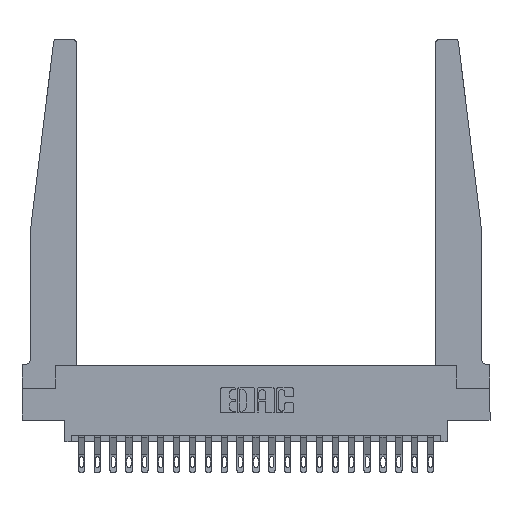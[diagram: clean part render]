
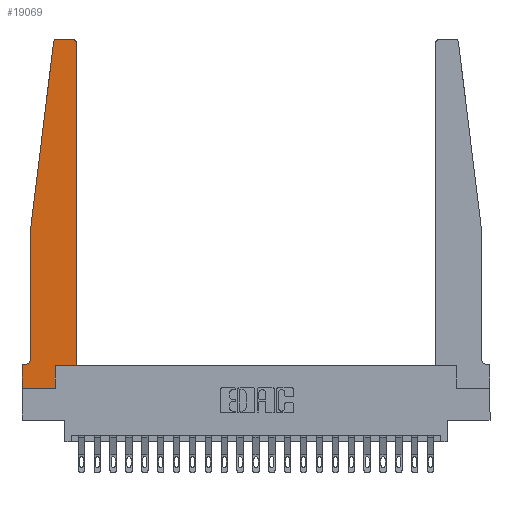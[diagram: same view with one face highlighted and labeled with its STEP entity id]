
A CAD part, top view. The second image highlights one B-rep face of the part: STEP entity #19069.
In plain terms, the highlighted planar face has unit normal (0, 0, 1).
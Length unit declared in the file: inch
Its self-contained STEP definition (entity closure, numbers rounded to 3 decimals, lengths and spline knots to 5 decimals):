
#613 = ORIENTED_EDGE ( 'NONE', *, *, #13704, .T. ) ;
#695 = CARTESIAN_POINT ( 'NONE',  ( 0.2605, 0.18, 0.37 ) ) ;
#982 = VERTEX_POINT ( 'NONE', #10644 ) ;
#1488 = DIRECTION ( 'NONE',  ( 0., -1., 0. ) ) ;
#1601 = CARTESIAN_POINT ( 'NONE',  ( 0.2605, 0.18, 0.37 ) ) ;
#2505 = CARTESIAN_POINT ( 'NONE',  ( 0., 0.1875, 0.37 ) ) ;
#2754 = AXIS2_PLACEMENT_3D ( 'NONE', #22999, #8312, #6889 ) ;
#3026 = ORIENTED_EDGE ( 'NONE', *, *, #12594, .T. ) ;
#3175 = CARTESIAN_POINT ( 'NONE',  ( 0., 0., 0.37 ) ) ;
#3361 = DIRECTION ( 'NONE',  ( -1., 0., 0. ) ) ;
#3479 = DIRECTION ( 'NONE',  ( 1., 0., 0. ) ) ;
#3739 = ORIENTED_EDGE ( 'NONE', *, *, #20951, .T. ) ;
#3909 = ORIENTED_EDGE ( 'NONE', *, *, #12721, .T. ) ;
#4258 = FACE_OUTER_BOUND ( 'NONE', #12313, .T. ) ;
#4483 = ORIENTED_EDGE ( 'NONE', *, *, #7830, .T. ) ;
#4517 = CARTESIAN_POINT ( 'NONE',  ( 0.25, 2.75, 0.37 ) ) ;
#4600 = DIRECTION ( 'NONE',  ( 1., 0., 0. ) ) ;
#4771 = ORIENTED_EDGE ( 'NONE', *, *, #12588, .T. ) ;
#4835 = EDGE_CURVE ( 'NONE', #8995, #6904, #8123, .T. ) ;
#4991 = DIRECTION ( 'NONE',  ( 0., 0., 1. ) ) ;
#5143 = LINE ( 'NONE', #19479, #22274 ) ;
#5315 = CARTESIAN_POINT ( 'NONE',  ( 0.425, 0.18, 0.37 ) ) ;
#5860 = DIRECTION ( 'NONE',  ( 0., -1., 0. ) ) ;
#6397 = CARTESIAN_POINT ( 'NONE',  ( 0., 0.1875, 0.37 ) ) ;
#6411 = AXIS2_PLACEMENT_3D ( 'NONE', #10267, #4991, #12045 ) ;
#6470 = CARTESIAN_POINT ( 'NONE',  ( 0.395, 2.75, 0.37 ) ) ;
#6601 = CARTESIAN_POINT ( 'NONE',  ( 0.425, 0.18, 0.37 ) ) ;
#6889 = DIRECTION ( 'NONE',  ( -1., 0., 0. ) ) ;
#6904 = VERTEX_POINT ( 'NONE', #9244 ) ;
#7260 = VECTOR ( 'NONE', #5860, 39.37008 ) ;
#7747 = CARTESIAN_POINT ( 'NONE',  ( 0.065, 1.25, 0.37 ) ) ;
#7830 = EDGE_CURVE ( 'NONE', #13091, #982, #13727, .T. ) ;
#7916 = DIRECTION ( 'NONE',  ( 1., 0., 0. ) ) ;
#8123 = LINE ( 'NONE', #17391, #13671 ) ;
#8312 = DIRECTION ( 'NONE',  ( 0., 0., -1. ) ) ;
#8369 = LINE ( 'NONE', #10244, #20822 ) ;
#8995 = VERTEX_POINT ( 'NONE', #3175 ) ;
#9244 = CARTESIAN_POINT ( 'NONE',  ( 0.2605, 0., 0.37 ) ) ;
#9256 = VERTEX_POINT ( 'NONE', #9385 ) ;
#9323 = VERTEX_POINT ( 'NONE', #695 ) ;
#9385 = CARTESIAN_POINT ( 'NONE',  ( 0.015, 0.1875, 0.37 ) ) ;
#9665 = DIRECTION ( 'NONE',  ( 0., 0., 1. ) ) ;
#9775 = PLANE ( 'NONE',  #22878 ) ;
#10134 = CARTESIAN_POINT ( 'NONE',  ( 0.27653, 2.75, 0.37 ) ) ;
#10244 = CARTESIAN_POINT ( 'NONE',  ( 0.425, 0.18, 0.37 ) ) ;
#10267 = CARTESIAN_POINT ( 'NONE',  ( 0.395, 2.72, 0.37 ) ) ;
#10589 = LINE ( 'NONE', #5315, #17426 ) ;
#10644 = CARTESIAN_POINT ( 'NONE',  ( 0.065, 1.25, 0.37 ) ) ;
#11053 = EDGE_CURVE ( 'NONE', #982, #15177, #20568, .T. ) ;
#11483 = CARTESIAN_POINT ( 'NONE',  ( 0.065, 0.2375, 0.37 ) ) ;
#12045 = DIRECTION ( 'NONE',  ( 1., 0., 0. ) ) ;
#12313 = EDGE_LOOP ( 'NONE', ( #22422, #16516, #4483, #19585, #4771, #3909, #3026, #15441, #13956, #15917, #613, #3739 ) ) ;
#12362 = DIRECTION ( 'NONE',  ( 1., 0., 0. ) ) ;
#12413 = LINE ( 'NONE', #1601, #21212 ) ;
#12548 = AXIS2_PLACEMENT_3D ( 'NONE', #18321, #19251, #3479 ) ;
#12588 = EDGE_CURVE ( 'NONE', #15177, #9256, #23084, .T. ) ;
#12594 = EDGE_CURVE ( 'NONE', #17591, #8995, #18910, .T. ) ;
#12653 = EDGE_CURVE ( 'NONE', #6904, #9323, #12413, .T. ) ;
#12721 = EDGE_CURVE ( 'NONE', #9256, #17591, #5143, .T. ) ;
#13011 = VERTEX_POINT ( 'NONE', #13624 ) ;
#13091 = VERTEX_POINT ( 'NONE', #19391 ) ;
#13155 = CIRCLE ( 'NONE', #6411, 0.03 ) ;
#13494 = CARTESIAN_POINT ( 'NONE',  ( 0.065, 1.25, 0.37 ) ) ;
#13624 = CARTESIAN_POINT ( 'NONE',  ( 0.425, 2.72, 0.37 ) ) ;
#13671 = VECTOR ( 'NONE', #4600, 39.37008 ) ;
#13704 = EDGE_CURVE ( 'NONE', #19165, #13011, #8369, .T. ) ;
#13727 = LINE ( 'NONE', #13494, #15220 ) ;
#13863 = EDGE_CURVE ( 'NONE', #9323, #19165, #10589, .T. ) ;
#13945 = VECTOR ( 'NONE', #15068, 39.37008 ) ;
#13956 = ORIENTED_EDGE ( 'NONE', *, *, #12653, .T. ) ;
#14766 = EDGE_CURVE ( 'NONE', #20441, #13091, #22705, .T. ) ;
#15068 = DIRECTION ( 'NONE',  ( -1., 0., 0. ) ) ;
#15177 = VERTEX_POINT ( 'NONE', #11483 ) ;
#15220 = VECTOR ( 'NONE', #22906, 39.37008 ) ;
#15441 = ORIENTED_EDGE ( 'NONE', *, *, #4835, .T. ) ;
#15917 = ORIENTED_EDGE ( 'NONE', *, *, #13863, .T. ) ;
#16516 = ORIENTED_EDGE ( 'NONE', *, *, #14766, .T. ) ;
#17391 = CARTESIAN_POINT ( 'NONE',  ( 0., 0., 0.37 ) ) ;
#17426 = VECTOR ( 'NONE', #12362, 39.37008 ) ;
#17441 = VECTOR ( 'NONE', #1488, 39.37008 ) ;
#17591 = VERTEX_POINT ( 'NONE', #6397 ) ;
#18321 = CARTESIAN_POINT ( 'NONE',  ( 0.27653, 2.72, 0.37 ) ) ;
#18910 = LINE ( 'NONE', #22662, #17441 ) ;
#19069 = ADVANCED_FACE ( 'NONE', ( #4258 ), #9775, .T. ) ;
#19165 = VERTEX_POINT ( 'NONE', #6601 ) ;
#19251 = DIRECTION ( 'NONE',  ( 0., 0., 1. ) ) ;
#19391 = CARTESIAN_POINT ( 'NONE',  ( 0.24675, 2.72367, 0.37 ) ) ;
#19479 = CARTESIAN_POINT ( 'NONE',  ( 0.065, 0.1875, 0.37 ) ) ;
#19585 = ORIENTED_EDGE ( 'NONE', *, *, #11053, .T. ) ;
#19594 = DIRECTION ( 'NONE',  ( 0., 1., 0. ) ) ;
#20441 = VERTEX_POINT ( 'NONE', #10134 ) ;
#20568 = LINE ( 'NONE', #7747, #7260 ) ;
#20633 = LINE ( 'NONE', #4517, #13945 ) ;
#20822 = VECTOR ( 'NONE', #22491, 39.37008 ) ;
#20951 = EDGE_CURVE ( 'NONE', #13011, #22993, #13155, .T. ) ;
#21212 = VECTOR ( 'NONE', #19594, 39.37008 ) ;
#22274 = VECTOR ( 'NONE', #3361, 39.37008 ) ;
#22422 = ORIENTED_EDGE ( 'NONE', *, *, #22476, .T. ) ;
#22476 = EDGE_CURVE ( 'NONE', #22993, #20441, #20633, .T. ) ;
#22491 = DIRECTION ( 'NONE',  ( 0., 1., 0. ) ) ;
#22662 = CARTESIAN_POINT ( 'NONE',  ( 0., 0., 0.37 ) ) ;
#22705 = CIRCLE ( 'NONE', #12548, 0.03 ) ;
#22878 = AXIS2_PLACEMENT_3D ( 'NONE', #2505, #9665, #7916 ) ;
#22906 = DIRECTION ( 'NONE',  ( -0.122, -0.992, 0. ) ) ;
#22993 = VERTEX_POINT ( 'NONE', #6470 ) ;
#22999 = CARTESIAN_POINT ( 'NONE',  ( 0.015, 0.2375, 0.37 ) ) ;
#23084 = CIRCLE ( 'NONE', #2754, 0.05 ) ;
